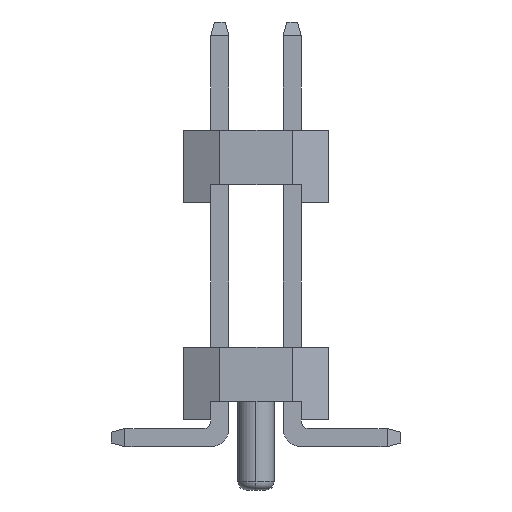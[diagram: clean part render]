
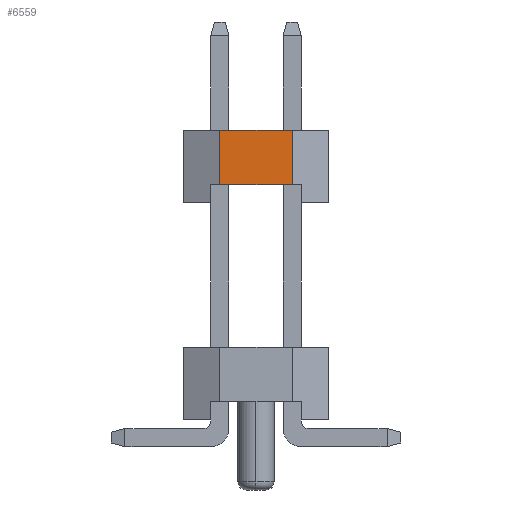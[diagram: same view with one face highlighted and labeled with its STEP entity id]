
A CAD part, left-side view. The second image highlights one B-rep face of the part: STEP entity #6559.
In plain terms, the highlighted planar face has unit normal (-1, 0, 0).
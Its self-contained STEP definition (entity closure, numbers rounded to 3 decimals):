
#1172 = CARTESIAN_POINT ( 'NONE',  ( -17., 0., 8. ) ) ;
#2103 = VECTOR ( 'NONE', #23020, 1000. ) ;
#3262 = ORIENTED_EDGE ( 'NONE', *, *, #11162, .T. ) ;
#4525 = AXIS2_PLACEMENT_3D ( 'NONE', #18350, #15532, #30054 ) ;
#5336 = EDGE_CURVE ( 'NONE', #21970, #19982, #37269, .T. ) ;
#5922 = CARTESIAN_POINT ( 'NONE',  ( -17., 1., 4.5 ) ) ;
#6195 = CARTESIAN_POINT ( 'NONE',  ( -17., 1., 8. ) ) ;
#6486 = LINE ( 'NONE', #1172, #24967 ) ;
#6559 = ADVANCED_FACE ( 'NONE', ( #9675 ), #24029, .F. ) ;
#6664 = DIRECTION ( 'NONE',  ( 0., -1., 0. ) ) ;
#9675 = FACE_OUTER_BOUND ( 'NONE', #27293, .T. ) ;
#11162 = EDGE_CURVE ( 'NONE', #15564, #33733, #22003, .T. ) ;
#12100 = VECTOR ( 'NONE', #19174, 1000. ) ;
#13425 = ORIENTED_EDGE ( 'NONE', *, *, #5336, .F. ) ;
#13989 = CARTESIAN_POINT ( 'NONE',  ( -17., 1., 6.5 ) ) ;
#15532 = DIRECTION ( 'NONE',  ( 1., 0., 0. ) ) ;
#15560 = VECTOR ( 'NONE', #17442, 1000. ) ;
#15564 = VERTEX_POINT ( 'NONE', #20520 ) ;
#17442 = DIRECTION ( 'NONE',  ( 0., 0., 1. ) ) ;
#18054 = ORIENTED_EDGE ( 'NONE', *, *, #27332, .F. ) ;
#18350 = CARTESIAN_POINT ( 'NONE',  ( -17., 13.977, -10. ) ) ;
#19174 = DIRECTION ( 'NONE',  ( 0., 0., 1. ) ) ;
#19982 = VERTEX_POINT ( 'NONE', #6195 ) ;
#20520 = CARTESIAN_POINT ( 'NONE',  ( -17., -1., 6.5 ) ) ;
#21397 = CARTESIAN_POINT ( 'NONE',  ( -17., -1., 8. ) ) ;
#21970 = VERTEX_POINT ( 'NONE', #13989 ) ;
#22003 = LINE ( 'NONE', #25206, #12100 ) ;
#23020 = DIRECTION ( 'NONE',  ( 0., 1., 0. ) ) ;
#23755 = ORIENTED_EDGE ( 'NONE', *, *, #26708, .F. ) ;
#24029 = PLANE ( 'NONE',  #4525 ) ;
#24967 = VECTOR ( 'NONE', #6664, 1000. ) ;
#25206 = CARTESIAN_POINT ( 'NONE',  ( -17., -1., 4.5 ) ) ;
#26708 = EDGE_CURVE ( 'NONE', #19982, #33733, #6486, .T. ) ;
#27293 = EDGE_LOOP ( 'NONE', ( #23755, #13425, #18054, #3262 ) ) ;
#27332 = EDGE_CURVE ( 'NONE', #15564, #21970, #31330, .T. ) ;
#30054 = DIRECTION ( 'NONE',  ( 0., 1., 0. ) ) ;
#31330 = LINE ( 'NONE', #31902, #2103 ) ;
#31902 = CARTESIAN_POINT ( 'NONE',  ( -17., 1.25, 6.5 ) ) ;
#33733 = VERTEX_POINT ( 'NONE', #21397 ) ;
#37269 = LINE ( 'NONE', #5922, #15560 ) ;
